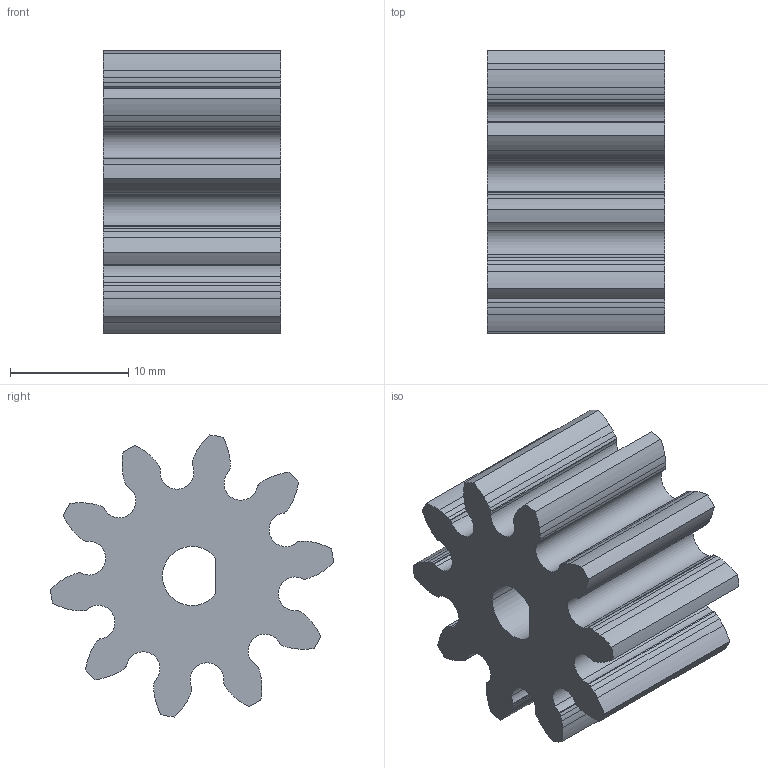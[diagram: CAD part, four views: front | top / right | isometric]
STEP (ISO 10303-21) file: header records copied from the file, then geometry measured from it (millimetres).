
FILE_DESCRIPTION(('STEP AP214'),'1');
FILE_NAME('cctmp_7C6E8712-E864-4E1C-88DE-9D48D959710E_2025_02_23_18_07_14_0471_90216..stp','2025-02-23T17:07:14',('igus GmbH'),('CADClick - www.CADClick.com'),'Spatial InterOp 3D',' ','unknown authorization');
FILE_SCHEMA(('AUTOMOTIVE_DESIGN'));
Length unit declared in the file: millimetre
Products named in the file (1): 2025_02_23_18_07_14_0455
Bounding box: 15 x 23.9 x 23.82 mm (x, y, z)
Volume: 4176.7 mm3; surface area: 2667.5 mm2
Topology: 1 solids, 1 shells, 145 faces, 429 edges, 286 vertices
Faces by surface type: cylinder 142, plane 3
Entity records: 6215 total; most frequent: DIRECTION 1005, CARTESIAN_POINT 861, ORIENTED_EDGE 858, AXIS2_PLACEMENT_3D 430, EDGE_CURVE 429, VERTEX_POINT 286, CIRCLE 284, EDGE_LOOP 147
